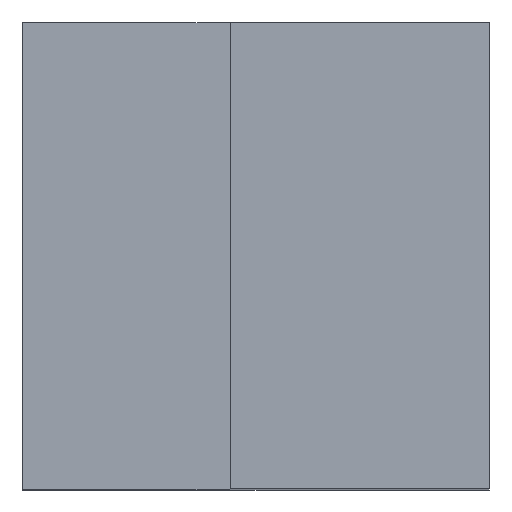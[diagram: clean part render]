
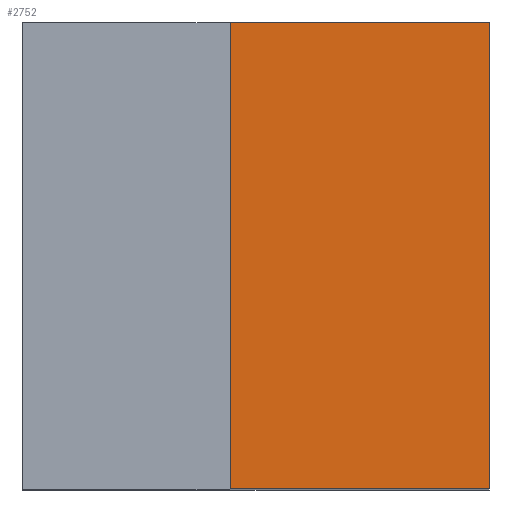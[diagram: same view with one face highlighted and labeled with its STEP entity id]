
A CAD part, top view. The second image highlights one B-rep face of the part: STEP entity #2752.
In plain terms, the highlighted planar face has unit normal (0, 0, 1).
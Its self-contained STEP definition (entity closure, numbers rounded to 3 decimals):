
#140 = CARTESIAN_POINT ( 'NONE',  ( -0.5, -4.5, 14. ) ) ;
#144 = CARTESIAN_POINT ( 'NONE',  ( 4.5, -4.5, 14. ) ) ;
#147 = CARTESIAN_POINT ( 'NONE',  ( 4.5, 4.5, 14. ) ) ;
#185 = CARTESIAN_POINT ( 'NONE',  ( -0.5, 4.5, 14. ) ) ;
#386 = LINE ( 'NONE', #388, #2853 ) ;
#388 = CARTESIAN_POINT ( 'NONE',  ( -0.5, -4.5, 14. ) ) ;
#389 = DIRECTION ( 'NONE',  ( 1., 0., 0. ) ) ;
#392 = LINE ( 'NONE', #393, #2799 ) ;
#393 = CARTESIAN_POINT ( 'NONE',  ( -0.5, 4.5, 14. ) ) ;
#398 = LINE ( 'NONE', #399, #2840 ) ;
#399 = CARTESIAN_POINT ( 'NONE',  ( 4.5, -4.5, 14. ) ) ;
#400 = DIRECTION ( 'NONE',  ( 0., 1., 0. ) ) ;
#404 = LINE ( 'NONE', #405, #2841 ) ;
#405 = CARTESIAN_POINT ( 'NONE',  ( 4.5, 4.5, 14. ) ) ;
#406 = DIRECTION ( 'NONE',  ( -1., 0., 0. ) ) ;
#412 = DIRECTION ( 'NONE',  ( 0., -1., 0. ) ) ;
#1085 = VERTEX_POINT ( 'NONE', #140 ) ;
#1089 = VERTEX_POINT ( 'NONE', #144 ) ;
#1092 = VERTEX_POINT ( 'NONE', #147 ) ;
#1477 = EDGE_LOOP ( 'NONE', ( #4069, #4070, #4071, #4072 ) ) ;
#1937 = AXIS2_PLACEMENT_3D ( 'NONE', #3848, #3859, #3860 ) ;
#1980 = VERTEX_POINT ( 'NONE', #185 ) ;
#2380 = EDGE_CURVE ( 'NONE', #1085, #1089, #386, .T. ) ;
#2384 = EDGE_CURVE ( 'NONE', #1089, #1092, #398, .T. ) ;
#2386 = EDGE_CURVE ( 'NONE', #1092, #1980, #404, .T. ) ;
#2388 = EDGE_CURVE ( 'NONE', #1980, #1085, #392, .T. ) ;
#2752 = ADVANCED_FACE ( 'NONE', ( #3856 ), #3857, .T. ) ;
#2799 = VECTOR ( 'NONE', #412, 1000. ) ;
#2840 = VECTOR ( 'NONE', #400, 1000. ) ;
#2841 = VECTOR ( 'NONE', #406, 1000. ) ;
#2853 = VECTOR ( 'NONE', #389, 1000. ) ;
#3848 = CARTESIAN_POINT ( 'NONE',  ( 4.5, -4.5, 14. ) ) ;
#3856 = FACE_OUTER_BOUND ( 'NONE', #1477, .T. ) ;
#3857 = PLANE ( 'NONE',  #1937 ) ;
#3859 = DIRECTION ( 'NONE',  ( 0., 0., 1. ) ) ;
#3860 = DIRECTION ( 'NONE',  ( 1., 0., 0. ) ) ;
#4069 = ORIENTED_EDGE ( 'NONE', *, *, #2380, .T. ) ;
#4070 = ORIENTED_EDGE ( 'NONE', *, *, #2384, .T. ) ;
#4071 = ORIENTED_EDGE ( 'NONE', *, *, #2386, .T. ) ;
#4072 = ORIENTED_EDGE ( 'NONE', *, *, #2388, .T. ) ;
